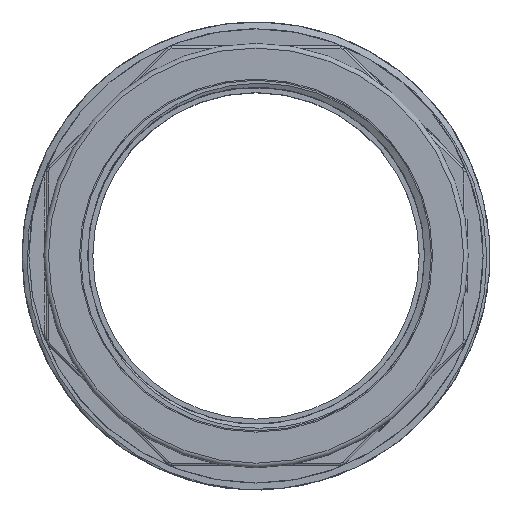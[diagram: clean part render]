
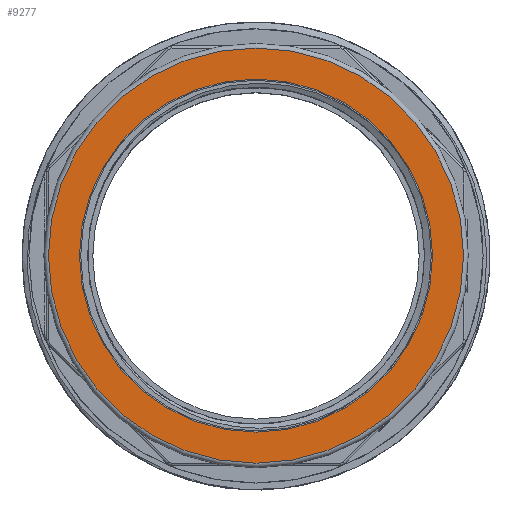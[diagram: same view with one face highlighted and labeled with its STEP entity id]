
A CAD part, top view. The second image highlights one B-rep face of the part: STEP entity #9277.
In plain terms, the highlighted planar face has unit normal (0, 0, 1).
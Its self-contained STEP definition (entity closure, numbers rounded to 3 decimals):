
#272=FACE_BOUND('',#1547,.T.);
#491=PLANE('',#9677);
#995=FACE_OUTER_BOUND('',#1546,.T.);
#1546=EDGE_LOOP('',(#8674));
#1547=EDGE_LOOP('',(#8675));
#1632=CIRCLE('',#9678,44.5);
#1633=CIRCLE('',#9679,37.85);
#4591=VERTEX_POINT('',#27463);
#4592=VERTEX_POINT('',#27465);
#5953=EDGE_CURVE('',#4591,#4591,#1632,.T.);
#5954=EDGE_CURVE('',#4592,#4592,#1633,.T.);
#8674=ORIENTED_EDGE('',*,*,#5953,.T.);
#8675=ORIENTED_EDGE('',*,*,#5954,.T.);
#9277=ADVANCED_FACE('',(#995,#272),#491,.T.);
#9677=AXIS2_PLACEMENT_3D('',#27462,#11220,#11221);
#9678=AXIS2_PLACEMENT_3D('',#27464,#11222,#11223);
#9679=AXIS2_PLACEMENT_3D('',#27466,#11224,#11225);
#11220=DIRECTION('center_axis',(0.,0.,1.));
#11221=DIRECTION('ref_axis',(-1.,0.,0.));
#11222=DIRECTION('center_axis',(0.,0.,1.));
#11223=DIRECTION('ref_axis',(-1.,0.,0.));
#11224=DIRECTION('center_axis',(0.,0.,-1.));
#11225=DIRECTION('ref_axis',(1.,0.,0.));
#27462=CARTESIAN_POINT('Origin',(0.,0.,58.5));
#27463=CARTESIAN_POINT('',(44.5,0.,58.5));
#27464=CARTESIAN_POINT('Origin',(0.,0.,58.5));
#27465=CARTESIAN_POINT('',(-37.85,0.,58.5));
#27466=CARTESIAN_POINT('Origin',(0.,0.,58.5));
